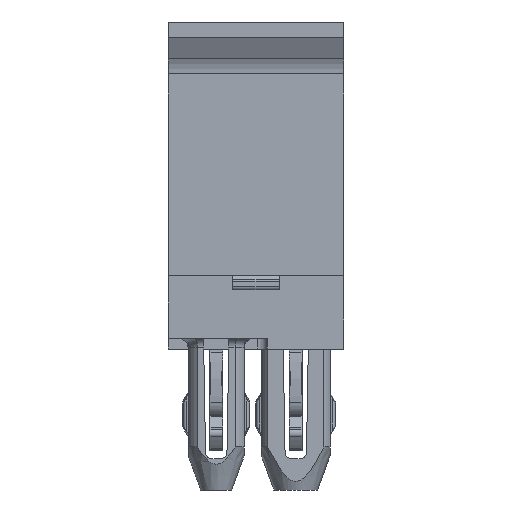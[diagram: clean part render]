
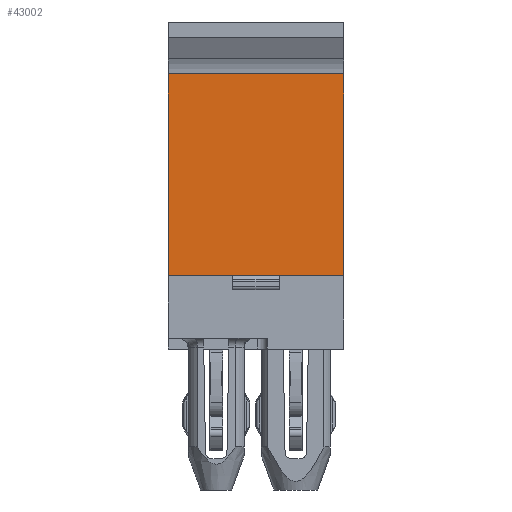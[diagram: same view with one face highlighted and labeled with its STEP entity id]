
A CAD part, left-side view. The second image highlights one B-rep face of the part: STEP entity #43002.
In plain terms, the highlighted planar face has unit normal (-1, 0, 0).
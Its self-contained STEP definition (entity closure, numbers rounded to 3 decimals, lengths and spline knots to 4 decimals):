
#2114=PLANE('',#49722);
#13869=ORIENTED_EDGE('',*,*,#21085,.F.);
#13870=ORIENTED_EDGE('',*,*,#21151,.T.);
#13871=ORIENTED_EDGE('',*,*,#21149,.T.);
#13872=ORIENTED_EDGE('',*,*,#21152,.F.);
#21085=EDGE_CURVE('',#25520,#25521,#30195,.T.);
#21149=EDGE_CURVE('',#25560,#25559,#30229,.T.);
#21151=EDGE_CURVE('',#25520,#25560,#30231,.T.);
#21152=EDGE_CURVE('',#25521,#25559,#30232,.T.);
#25520=VERTEX_POINT('',#73504);
#25521=VERTEX_POINT('',#73505);
#25559=VERTEX_POINT('',#73935);
#25560=VERTEX_POINT('',#73937);
#30195=LINE('',#73503,#35152);
#30229=LINE('',#73936,#35186);
#30231=LINE('',#73940,#35188);
#30232=LINE('',#73941,#35189);
#35152=VECTOR('',#60241,1000.);
#35186=VECTOR('',#60353,1000.);
#35188=VECTOR('',#60357,1000.);
#35189=VECTOR('',#60358,1000.);
#37919=EDGE_LOOP('',(#13869,#13870,#13871,#13872));
#40242=FACE_BOUND('',#37919,.T.);
#43002=ADVANCED_FACE('',(#40242),#2114,.F.);
#49722=AXIS2_PLACEMENT_3D('',#73939,#60355,#60356);
#60241=DIRECTION('',(0.,-1.,0.));
#60353=DIRECTION('',(0.,-1.,0.));
#60355=DIRECTION('',(1.,0.,0.));
#60356=DIRECTION('',(0.,0.,-1.));
#60357=DIRECTION('',(0.,0.,-1.));
#60358=DIRECTION('',(0.,0.,-1.));
#73503=CARTESIAN_POINT('',(-18.98,0.,0.7409));
#73504=CARTESIAN_POINT('',(-18.98,2.8,0.7409));
#73505=CARTESIAN_POINT('',(-18.98,-2.8,0.7409));
#73935=CARTESIAN_POINT('',(-18.98,-2.8,-5.7));
#73936=CARTESIAN_POINT('',(-18.98,2.8,-5.7));
#73937=CARTESIAN_POINT('',(-18.98,2.8,-5.7));
#73939=CARTESIAN_POINT('',(-18.98,2.8,1.));
#73940=CARTESIAN_POINT('',(-18.98,2.8,0.));
#73941=CARTESIAN_POINT('',(-18.98,-2.8,0.));
